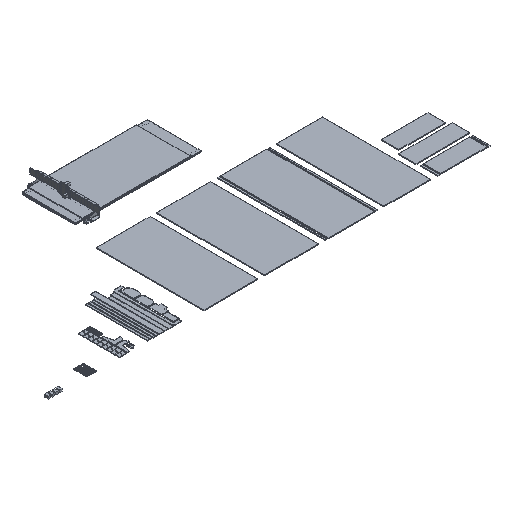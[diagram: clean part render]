
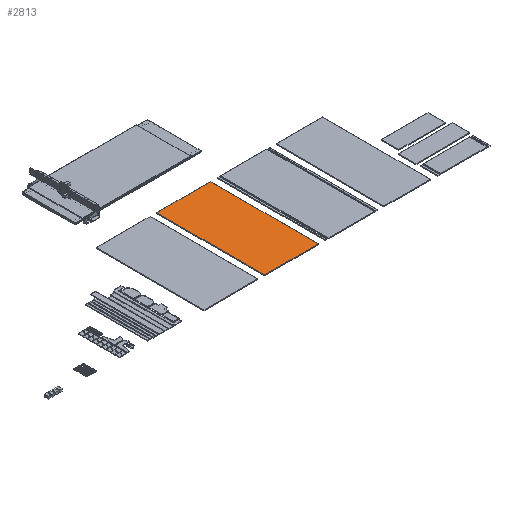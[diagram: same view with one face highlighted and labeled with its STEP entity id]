
A CAD part, isometric view. The second image highlights one B-rep face of the part: STEP entity #2813.
In plain terms, the highlighted planar face has unit normal (0, 0, 1).
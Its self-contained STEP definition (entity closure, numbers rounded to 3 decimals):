
#2813=ADVANCED_FACE('',(#4243),#22452,.T.);
#4243=FACE_OUTER_BOUND('',#5825,.T.);
#5825=EDGE_LOOP('',(#12265,#12266,#12267,#12268));
#12265=ORIENTED_EDGE('',*,*,#16057,.F.);
#12266=ORIENTED_EDGE('',*,*,#16054,.F.);
#12267=ORIENTED_EDGE('',*,*,#16051,.F.);
#12268=ORIENTED_EDGE('',*,*,#16047,.F.);
#16047=EDGE_CURVE('',#21176,#21177,#18765,.T.);
#16051=EDGE_CURVE('',#21177,#21180,#18769,.T.);
#16054=EDGE_CURVE('',#21180,#21182,#18772,.T.);
#16057=EDGE_CURVE('',#21182,#21176,#18775,.T.);
#18765=B_SPLINE_CURVE_WITH_KNOTS('',1,(#42175,#42176),.UNSPECIFIED.,.F.,
 .F.,(2,2),(0.,1250.),.UNSPECIFIED.);
#18769=B_SPLINE_CURVE_WITH_KNOTS('',1,(#42183,#42184),.UNSPECIFIED.,.F.,
 .F.,(2,2),(1250.,3750.),.UNSPECIFIED.);
#18772=B_SPLINE_CURVE_WITH_KNOTS('',1,(#42189,#42190),.UNSPECIFIED.,.F.,
 .F.,(2,2),(3750.,5000.),.UNSPECIFIED.);
#18775=B_SPLINE_CURVE_WITH_KNOTS('',1,(#42195,#42196),.UNSPECIFIED.,.F.,
 .F.,(2,2),(5000.,7500.),.UNSPECIFIED.);
#21176=VERTEX_POINT('',#42167);
#21177=VERTEX_POINT('',#42168);
#21180=VERTEX_POINT('',#42171);
#21182=VERTEX_POINT('',#42173);
#22452=PLANE('',#23674);
#23674=AXIS2_PLACEMENT_3D('',#42165,#24880,$);
#24880=DIRECTION('',(0.,0.,1.));
#42165=CARTESIAN_POINT('',(1120.849,-749.322,19.));
#42167=CARTESIAN_POINT('',(1120.849,-749.322,19.));
#42168=CARTESIAN_POINT('',(2370.849,-749.322,19.));
#42171=CARTESIAN_POINT('',(2370.849,-3249.322,19.));
#42173=CARTESIAN_POINT('',(1120.849,-3249.322,19.));
#42175=CARTESIAN_POINT('',(1120.849,-749.322,19.));
#42176=CARTESIAN_POINT('',(2370.849,-749.322,19.));
#42183=CARTESIAN_POINT('',(2370.849,-749.322,19.));
#42184=CARTESIAN_POINT('',(2370.849,-3249.322,19.));
#42189=CARTESIAN_POINT('',(2370.849,-3249.322,19.));
#42190=CARTESIAN_POINT('',(1120.849,-3249.322,19.));
#42195=CARTESIAN_POINT('',(1120.849,-3249.322,19.));
#42196=CARTESIAN_POINT('',(1120.849,-749.322,19.));
